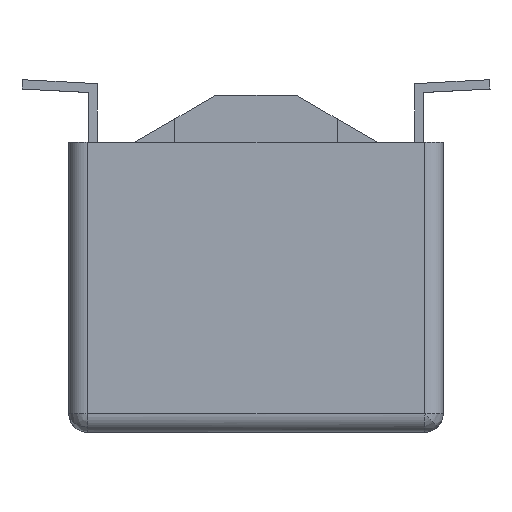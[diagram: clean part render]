
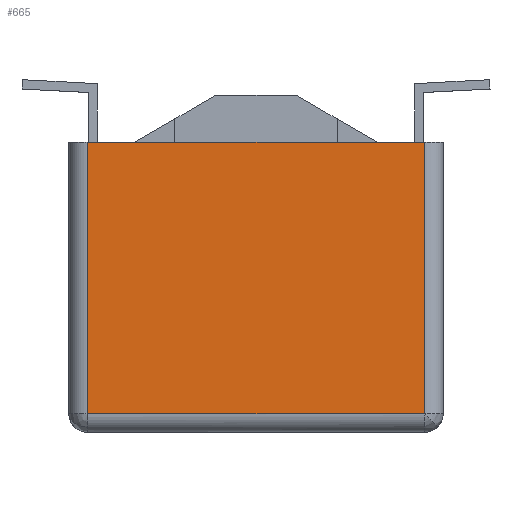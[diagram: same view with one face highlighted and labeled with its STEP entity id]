
A CAD part, left-side view. The second image highlights one B-rep face of the part: STEP entity #665.
In plain terms, the highlighted free-form (B-spline) face has degree [1, 1] with [2, 2] control points.
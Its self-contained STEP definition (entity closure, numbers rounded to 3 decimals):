
#121 = VERTEX_POINT('',#122);
#122 = CARTESIAN_POINT('',(-6.634,-3.582,
    -7.099));
#365 = EDGE_CURVE('',#121,#366,#368,.T.);
#366 = VERTEX_POINT('',#367);
#367 = CARTESIAN_POINT('',(-6.634,3.582,
    -7.099));
#368 = B_SPLINE_CURVE_WITH_KNOTS('',1,(#369,#370),.UNSPECIFIED.,.F.,.F.,
  (2,2),(8.122,13.522),.PIECEWISE_BEZIER_KNOTS.);
#369 = CARTESIAN_POINT('',(-6.634,-3.582,
    -7.099));
#370 = CARTESIAN_POINT('',(-6.634,3.582,
    -7.099));
#665 = ADVANCED_FACE('',(#666),#688,.T.);
#666 = FACE_BOUND('',#667,.T.);
#667 = EDGE_LOOP('',(#668,#669,#676,#683));
#668 = ORIENTED_EDGE('',*,*,#365,.F.);
#669 = ORIENTED_EDGE('',*,*,#670,.T.);
#670 = EDGE_CURVE('',#121,#671,#673,.T.);
#671 = VERTEX_POINT('',#672);
#672 = CARTESIAN_POINT('',(-6.634,-3.582,
    -1.327));
#673 = B_SPLINE_CURVE_WITH_KNOTS('',1,(#674,#675),.UNSPECIFIED.,.F.,.F.,
  (2,2),(-4.35,0.),.PIECEWISE_BEZIER_KNOTS.);
#674 = CARTESIAN_POINT('',(-6.634,-3.582,
    -7.099));
#675 = CARTESIAN_POINT('',(-6.634,-3.582,
    -1.327));
#676 = ORIENTED_EDGE('',*,*,#677,.T.);
#677 = EDGE_CURVE('',#671,#678,#680,.T.);
#678 = VERTEX_POINT('',#679);
#679 = CARTESIAN_POINT('',(-6.634,3.582,
    -1.327));
#680 = B_SPLINE_CURVE_WITH_KNOTS('',1,(#681,#682),.UNSPECIFIED.,.F.,.F.,
  (2,2),(-5.7,-0.3),.PIECEWISE_BEZIER_KNOTS.);
#681 = CARTESIAN_POINT('',(-6.634,-3.582,
    -1.327));
#682 = CARTESIAN_POINT('',(-6.634,3.582,
    -1.327));
#683 = ORIENTED_EDGE('',*,*,#684,.T.);
#684 = EDGE_CURVE('',#678,#366,#685,.T.);
#685 = B_SPLINE_CURVE_WITH_KNOTS('',1,(#686,#687),.UNSPECIFIED.,.F.,.F.,
  (2,2),(-0.,4.35),.PIECEWISE_BEZIER_KNOTS.);
#686 = CARTESIAN_POINT('',(-6.634,3.582,
    -1.327));
#687 = CARTESIAN_POINT('',(-6.634,3.582,
    -7.099));
#688 = B_SPLINE_SURFACE_WITH_KNOTS('',1,1,(
    (#689,#690)
    ,(#691,#692
    )),.UNSPECIFIED.,.F.,.F.,.F.,(2,2),(2,2),(-4.35,0.),(-5.7,-0.3),
  .PIECEWISE_BEZIER_KNOTS.);
#689 = CARTESIAN_POINT('',(-6.634,-3.582,
    -7.099));
#690 = CARTESIAN_POINT('',(-6.634,3.582,
    -7.099));
#691 = CARTESIAN_POINT('',(-6.634,-3.582,
    -1.327));
#692 = CARTESIAN_POINT('',(-6.634,3.582,
    -1.327));
